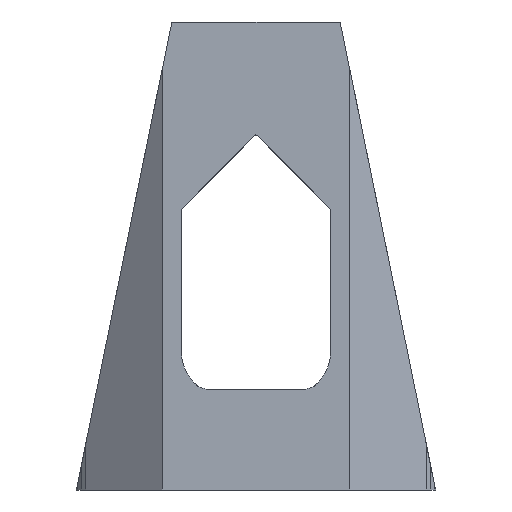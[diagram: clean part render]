
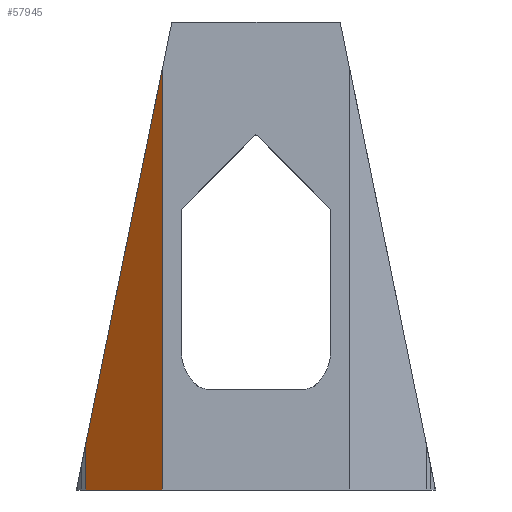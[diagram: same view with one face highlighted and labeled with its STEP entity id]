
A CAD part, front view. The second image highlights one B-rep face of the part: STEP entity #57945.
In plain terms, the highlighted planar face has unit normal (-0.6, -0.8, 0).
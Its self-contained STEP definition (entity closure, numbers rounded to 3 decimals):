
#1554 = PLANE('',#1555);
#1555 = AXIS2_PLACEMENT_3D('',#1556,#1557,#1558);
#1556 = CARTESIAN_POINT('',(0.,-10.,24.668));
#1557 = DIRECTION('',(-0.,-1.,-0.));
#1558 = DIRECTION('',(0.,0.,-1.));
#3161 = PLANE('',#3162);
#3162 = AXIS2_PLACEMENT_3D('',#3163,#3164,#3165);
#3163 = CARTESIAN_POINT('',(0.,0.,0.));
#3164 = DIRECTION('',(-0.,-0.,-1.));
#3165 = DIRECTION('',(-1.,0.,0.));
#4785 = VERTEX_POINT('',#4786);
#4786 = CARTESIAN_POINT('',(-10.,-10.,45.052));
#5096 = VERTEX_POINT('',#5097);
#5097 = CARTESIAN_POINT('',(-18.187,-3.853,
    4.914));
#5137 = PLANE('',#5138);
#5138 = AXIS2_PLACEMENT_3D('',#5139,#5140,#5141);
#5139 = CARTESIAN_POINT('',(-18.367,-3.683,
    2.322));
#5140 = DIRECTION('',(-0.685,-0.729,-0.));
#5141 = DIRECTION('',(-0.729,0.685,0.));
#5443 = PLANE('',#5444);
#5444 = AXIS2_PLACEMENT_3D('',#5445,#5446,#5447);
#5445 = CARTESIAN_POINT('',(-14.085,-6.522,
    25.026));
#5446 = DIRECTION('',(-0.98,0.,0.2
    ));
#5447 = DIRECTION('',(-0.2,0.,-0.98));
#5509 = EDGE_CURVE('',#5096,#4785,#5510,.T.);
#5510 = SURFACE_CURVE('',#5511,(#5515,#5522),.PCURVE_S1.);
#5511 = LINE('',#5512,#5513);
#5512 = CARTESIAN_POINT('',(-18.187,-3.853,
    4.914));
#5513 = VECTOR('',#5514,1.);
#5514 = DIRECTION('',(0.198,-0.148,0.969));
#5515 = PCURVE('',#5443,#5516);
#5516 = DEFINITIONAL_REPRESENTATION('',(#5517),#5521);
#5517 = LINE('',#5518,#5519);
#5518 = CARTESIAN_POINT('',(20.527,-2.669));
#5519 = VECTOR('',#5520,1.);
#5520 = DIRECTION('',(-0.989,0.148));
#5521 = ( GEOMETRIC_REPRESENTATION_CONTEXT(2) 
PARAMETRIC_REPRESENTATION_CONTEXT() REPRESENTATION_CONTEXT('2D SPACE',''
  ) );
#5522 = PCURVE('',#5523,#5528);
#5523 = PLANE('',#5524);
#5524 = AXIS2_PLACEMENT_3D('',#5525,#5526,#5527);
#5525 = CARTESIAN_POINT('',(-12.477,-8.14,
    20.288));
#5526 = DIRECTION('',(-0.6,-0.8,
    0.));
#5527 = DIRECTION('',(-0.8,0.6,0.));
#5528 = DEFINITIONAL_REPRESENTATION('',(#5529),#5533);
#5529 = LINE('',#5530,#5531);
#5530 = CARTESIAN_POINT('',(7.141,15.374));
#5531 = VECTOR('',#5532,1.);
#5532 = DIRECTION('',(-0.247,-0.969));
#5533 = ( GEOMETRIC_REPRESENTATION_CONTEXT(2) 
PARAMETRIC_REPRESENTATION_CONTEXT() REPRESENTATION_CONTEXT('2D SPACE',''
  ) );
#11936 = VERTEX_POINT('',#11937);
#11937 = CARTESIAN_POINT('',(-10.,-10.,0.));
#11958 = EDGE_CURVE('',#11959,#11936,#11961,.T.);
#11959 = VERTEX_POINT('',#11960);
#11960 = CARTESIAN_POINT('',(-18.187,-3.853,0.));
#11961 = SURFACE_CURVE('',#11962,(#11966,#11973),.PCURVE_S1.);
#11962 = LINE('',#11963,#11964);
#11963 = CARTESIAN_POINT('',(-18.187,-3.853,0.));
#11964 = VECTOR('',#11965,1.);
#11965 = DIRECTION('',(0.8,-0.6,0.));
#11966 = PCURVE('',#3161,#11967);
#11967 = DEFINITIONAL_REPRESENTATION('',(#11968),#11972);
#11968 = LINE('',#11969,#11970);
#11969 = CARTESIAN_POINT('',(18.187,-3.853));
#11970 = VECTOR('',#11971,1.);
#11971 = DIRECTION('',(-0.8,-0.6));
#11972 = ( GEOMETRIC_REPRESENTATION_CONTEXT(2) 
PARAMETRIC_REPRESENTATION_CONTEXT() REPRESENTATION_CONTEXT('2D SPACE',''
  ) );
#11973 = PCURVE('',#5523,#11974);
#11974 = DEFINITIONAL_REPRESENTATION('',(#11975),#11979);
#11975 = LINE('',#11976,#11977);
#11976 = CARTESIAN_POINT('',(7.141,20.288));
#11977 = VECTOR('',#11978,1.);
#11978 = DIRECTION('',(-1.,0.));
#11979 = ( GEOMETRIC_REPRESENTATION_CONTEXT(2) 
PARAMETRIC_REPRESENTATION_CONTEXT() REPRESENTATION_CONTEXT('2D SPACE',''
  ) );
#57766 = EDGE_CURVE('',#5096,#11959,#57767,.T.);
#57767 = SURFACE_CURVE('',#57768,(#57772,#57779),.PCURVE_S1.);
#57768 = LINE('',#57769,#57770);
#57769 = CARTESIAN_POINT('',(-18.187,-3.853,
    4.914));
#57770 = VECTOR('',#57771,1.);
#57771 = DIRECTION('',(0.,0.,-1.));
#57772 = PCURVE('',#5137,#57773);
#57773 = DEFINITIONAL_REPRESENTATION('',(#57774),#57778);
#57774 = LINE('',#57775,#57776);
#57775 = CARTESIAN_POINT('',(-0.247,-2.592));
#57776 = VECTOR('',#57777,1.);
#57777 = DIRECTION('',(0.,1.));
#57778 = ( GEOMETRIC_REPRESENTATION_CONTEXT(2) 
PARAMETRIC_REPRESENTATION_CONTEXT() REPRESENTATION_CONTEXT('2D SPACE',''
  ) );
#57779 = PCURVE('',#5523,#57780);
#57780 = DEFINITIONAL_REPRESENTATION('',(#57781),#57785);
#57781 = LINE('',#57782,#57783);
#57782 = CARTESIAN_POINT('',(7.141,15.374));
#57783 = VECTOR('',#57784,1.);
#57784 = DIRECTION('',(0.,1.));
#57785 = ( GEOMETRIC_REPRESENTATION_CONTEXT(2) 
PARAMETRIC_REPRESENTATION_CONTEXT() REPRESENTATION_CONTEXT('2D SPACE',''
  ) );
#57815 = EDGE_CURVE('',#11936,#4785,#57816,.T.);
#57816 = SURFACE_CURVE('',#57817,(#57821,#57828),.PCURVE_S1.);
#57817 = LINE('',#57818,#57819);
#57818 = CARTESIAN_POINT('',(-10.,-10.,0.));
#57819 = VECTOR('',#57820,1.);
#57820 = DIRECTION('',(0.,0.,1.));
#57821 = PCURVE('',#1554,#57822);
#57822 = DEFINITIONAL_REPRESENTATION('',(#57823),#57827);
#57823 = LINE('',#57824,#57825);
#57824 = CARTESIAN_POINT('',(24.668,-10.));
#57825 = VECTOR('',#57826,1.);
#57826 = DIRECTION('',(-1.,0.));
#57827 = ( GEOMETRIC_REPRESENTATION_CONTEXT(2) 
PARAMETRIC_REPRESENTATION_CONTEXT() REPRESENTATION_CONTEXT('2D SPACE',''
  ) );
#57828 = PCURVE('',#5523,#57829);
#57829 = DEFINITIONAL_REPRESENTATION('',(#57830),#57834);
#57830 = LINE('',#57831,#57832);
#57831 = CARTESIAN_POINT('',(-3.097,20.288));
#57832 = VECTOR('',#57833,1.);
#57833 = DIRECTION('',(0.,-1.));
#57834 = ( GEOMETRIC_REPRESENTATION_CONTEXT(2) 
PARAMETRIC_REPRESENTATION_CONTEXT() REPRESENTATION_CONTEXT('2D SPACE',''
  ) );
#57945 = ADVANCED_FACE('',(#57946),#5523,.T.);
#57946 = FACE_BOUND('',#57947,.T.);
#57947 = EDGE_LOOP('',(#57948,#57949,#57950,#57951));
#57948 = ORIENTED_EDGE('',*,*,#57766,.T.);
#57949 = ORIENTED_EDGE('',*,*,#11958,.T.);
#57950 = ORIENTED_EDGE('',*,*,#57815,.T.);
#57951 = ORIENTED_EDGE('',*,*,#5509,.F.);
